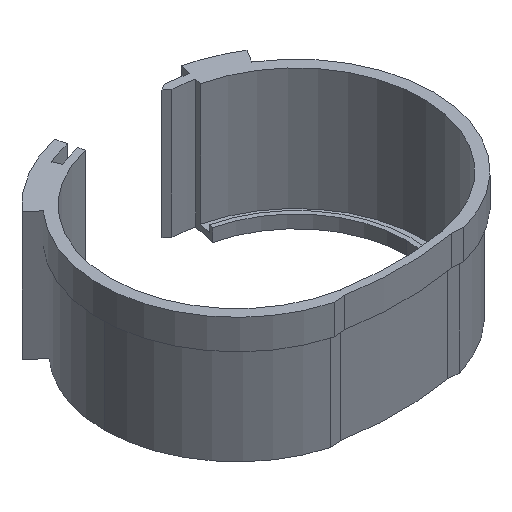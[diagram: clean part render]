
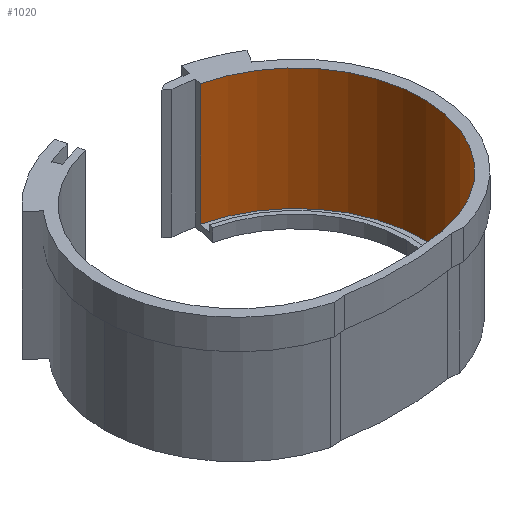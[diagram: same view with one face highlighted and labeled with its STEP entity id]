
A CAD part, isometric view. The second image highlights one B-rep face of the part: STEP entity #1020.
In plain terms, the highlighted cylindrical face has radius 29.65 mm (diameter 59.3 mm), a partial arc.
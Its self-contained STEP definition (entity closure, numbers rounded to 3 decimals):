
#6 = DIRECTION ( 'NONE',  ( -1., 0., 0. ) ) ;
#18 = VERTEX_POINT ( 'NONE', #607 ) ;
#107 = CARTESIAN_POINT ( 'NONE',  ( 11.941, -68.974, 1.5 ) ) ;
#127 = ORIENTED_EDGE ( 'NONE', *, *, #895, .F. ) ;
#138 = CIRCLE ( 'NONE', #916, 29.65 ) ;
#208 = EDGE_LOOP ( 'NONE', ( #217, #455, #127, #343 ) ) ;
#217 = ORIENTED_EDGE ( 'NONE', *, *, #807, .T. ) ;
#232 = VECTOR ( 'NONE', #1273, 1000. ) ;
#319 = DIRECTION ( 'NONE',  ( 1., 0., 0. ) ) ;
#343 = ORIENTED_EDGE ( 'NONE', *, *, #379, .F. ) ;
#379 = EDGE_CURVE ( 'NONE', #838, #18, #138, .T. ) ;
#402 = LINE ( 'NONE', #1508, #232 ) ;
#455 = ORIENTED_EDGE ( 'NONE', *, *, #1529, .F. ) ;
#507 = DIRECTION ( 'NONE',  ( 0., 0., 1. ) ) ;
#516 = VECTOR ( 'NONE', #1418, 1000. ) ;
#549 = CYLINDRICAL_SURFACE ( 'NONE', #1450, 29.65 ) ;
#607 = CARTESIAN_POINT ( 'NONE',  ( 11.941, -68.974, 30. ) ) ;
#624 = CIRCLE ( 'NONE', #943, 29.65 ) ;
#636 = CARTESIAN_POINT ( 'NONE',  ( 13.493, -10.855, 30. ) ) ;
#686 = CARTESIAN_POINT ( 'NONE',  ( 6.883, -39.759, 30. ) ) ;
#761 = DIRECTION ( 'NONE',  ( -1., 0., 0. ) ) ;
#799 = VERTEX_POINT ( 'NONE', #906 ) ;
#807 = EDGE_CURVE ( 'NONE', #838, #799, #402, .T. ) ;
#838 = VERTEX_POINT ( 'NONE', #636 ) ;
#895 = EDGE_CURVE ( 'NONE', #18, #1464, #910, .T. ) ;
#906 = CARTESIAN_POINT ( 'NONE',  ( 13.493, -10.855, 1.5 ) ) ;
#910 = LINE ( 'NONE', #919, #516 ) ;
#916 = AXIS2_PLACEMENT_3D ( 'NONE', #686, #1200, #319 ) ;
#919 = CARTESIAN_POINT ( 'NONE',  ( 11.941, -68.974, 30. ) ) ;
#943 = AXIS2_PLACEMENT_3D ( 'NONE', #1128, #507, #761 ) ;
#1020 = ADVANCED_FACE ( 'NONE', ( #1260 ), #549, .F. ) ;
#1128 = CARTESIAN_POINT ( 'NONE',  ( 6.883, -39.759, 1.5 ) ) ;
#1200 = DIRECTION ( 'NONE',  ( 0., 0., -1. ) ) ;
#1260 = FACE_OUTER_BOUND ( 'NONE', #208, .T. ) ;
#1273 = DIRECTION ( 'NONE',  ( 0., 0., -1. ) ) ;
#1418 = DIRECTION ( 'NONE',  ( 0., 0., -1. ) ) ;
#1450 = AXIS2_PLACEMENT_3D ( 'NONE', #1462, #1475, #6 ) ;
#1462 = CARTESIAN_POINT ( 'NONE',  ( 6.883, -39.759, 30. ) ) ;
#1464 = VERTEX_POINT ( 'NONE', #107 ) ;
#1475 = DIRECTION ( 'NONE',  ( 0., 0., -1. ) ) ;
#1508 = CARTESIAN_POINT ( 'NONE',  ( 13.493, -10.855, 30. ) ) ;
#1529 = EDGE_CURVE ( 'NONE', #1464, #799, #624, .T. ) ;
